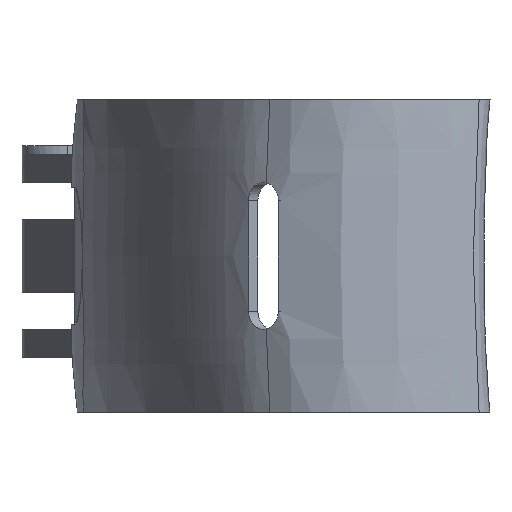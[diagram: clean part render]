
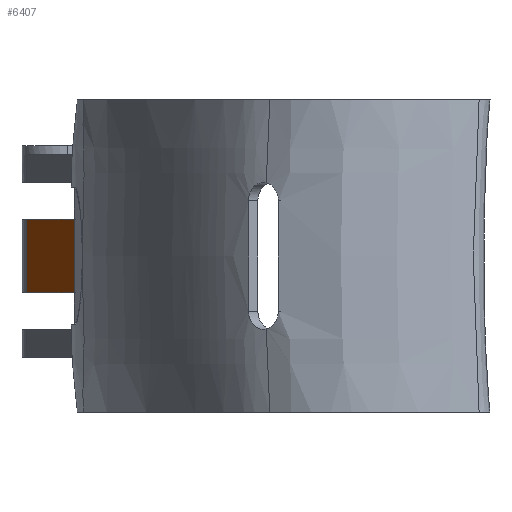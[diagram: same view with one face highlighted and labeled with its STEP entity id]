
A CAD part, left-side view. The second image highlights one B-rep face of the part: STEP entity #6407.
In plain terms, the highlighted planar face has unit normal (-0.428, 0.903, 0).
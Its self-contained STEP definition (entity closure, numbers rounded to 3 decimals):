
#149 = LINE ( 'NONE', #1874, #4926 ) ;
#560 = EDGE_CURVE ( 'NONE', #6166, #980, #4841, .T. ) ;
#604 = VECTOR ( 'NONE', #4304, 1000. ) ;
#980 = VERTEX_POINT ( 'NONE', #6352 ) ;
#999 = LINE ( 'NONE', #3544, #5326 ) ;
#1331 = FACE_OUTER_BOUND ( 'NONE', #7062, .T. ) ;
#1372 = DIRECTION ( 'NONE',  ( -0.904, -0.429, 0. ) ) ;
#1630 = EDGE_CURVE ( 'NONE', #980, #3799, #7429, .T. ) ;
#1686 = ORIENTED_EDGE ( 'NONE', *, *, #7717, .F. ) ;
#1707 = CARTESIAN_POINT ( 'NONE',  ( 34.136, 72.35, -4. ) ) ;
#1714 = ORIENTED_EDGE ( 'NONE', *, *, #7360, .T. ) ;
#1874 = CARTESIAN_POINT ( 'NONE',  ( 45.091, 77.545, -33.17 ) ) ;
#2567 = CARTESIAN_POINT ( 'NONE',  ( 34.136, 72.35, -33.17 ) ) ;
#2730 = ORIENTED_EDGE ( 'NONE', *, *, #1630, .T. ) ;
#3067 = VERTEX_POINT ( 'NONE', #7277 ) ;
#3544 = CARTESIAN_POINT ( 'NONE',  ( 34.136, 72.35, 4. ) ) ;
#3799 = VERTEX_POINT ( 'NONE', #5724 ) ;
#3933 = DIRECTION ( 'NONE',  ( -0.429, 0.904, 0. ) ) ;
#4304 = DIRECTION ( 'NONE',  ( 0., 0., 1. ) ) ;
#4615 = CARTESIAN_POINT ( 'NONE',  ( 45.091, 77.545, -4. ) ) ;
#4663 = AXIS2_PLACEMENT_3D ( 'NONE', #2567, #3933, #1372 ) ;
#4742 = CARTESIAN_POINT ( 'NONE',  ( 34.136, 72.35, 11. ) ) ;
#4841 = LINE ( 'NONE', #1707, #6907 ) ;
#4926 = VECTOR ( 'NONE', #5045, 1000. ) ;
#5045 = DIRECTION ( 'NONE',  ( 0., 0., 1. ) ) ;
#5326 = VECTOR ( 'NONE', #6137, 1000. ) ;
#5724 = CARTESIAN_POINT ( 'NONE',  ( 34.136, 72.35, 4. ) ) ;
#6137 = DIRECTION ( 'NONE',  ( 0.904, 0.429, 0. ) ) ;
#6166 = VERTEX_POINT ( 'NONE', #4615 ) ;
#6352 = CARTESIAN_POINT ( 'NONE',  ( 34.136, 72.35, -4. ) ) ;
#6407 = ADVANCED_FACE ( 'NONE', ( #1331 ), #7633, .T. ) ;
#6907 = VECTOR ( 'NONE', #7345, 1000. ) ;
#7062 = EDGE_LOOP ( 'NONE', ( #1686, #7362, #2730, #1714 ) ) ;
#7277 = CARTESIAN_POINT ( 'NONE',  ( 45.091, 77.545, 4. ) ) ;
#7345 = DIRECTION ( 'NONE',  ( -0.904, -0.429, 0. ) ) ;
#7360 = EDGE_CURVE ( 'NONE', #3799, #3067, #999, .T. ) ;
#7362 = ORIENTED_EDGE ( 'NONE', *, *, #560, .T. ) ;
#7429 = LINE ( 'NONE', #4742, #604 ) ;
#7633 = PLANE ( 'NONE',  #4663 ) ;
#7717 = EDGE_CURVE ( 'NONE', #6166, #3067, #149, .T. ) ;
